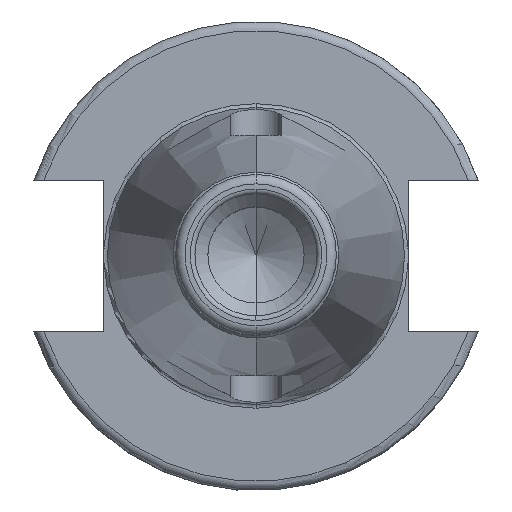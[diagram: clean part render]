
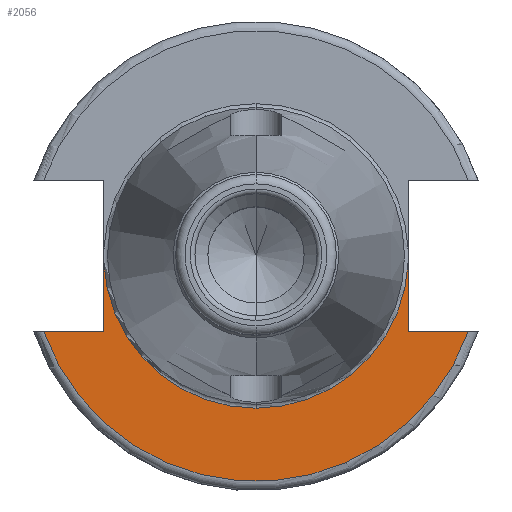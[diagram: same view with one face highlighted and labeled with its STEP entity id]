
A CAD part, top view. The second image highlights one B-rep face of the part: STEP entity #2056.
In plain terms, the highlighted planar face has unit normal (0, 0, 1).
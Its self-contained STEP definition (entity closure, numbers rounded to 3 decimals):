
#507=CARTESIAN_POINT('',(0,0,8));
#508=DIRECTION('',(0,0,-1));
#509=DIRECTION('',(0.999,-0.045,0));
#510=AXIS2_PLACEMENT_3D('',#507,#508,#509);
#774=DIRECTION('',(1,0,0));
#775=VECTOR('',#774,6.41);
#776=CARTESIAN_POINT('',(-22.61,-8.05,8));
#777=LINE('',#776,#775);
#778=DIRECTION('',(0,1,0));
#779=VECTOR('',#778,7.315);
#780=CARTESIAN_POINT('',(-16.2,-8.05,8));
#781=LINE('',#780,#779);
#782=DIRECTION('',(0,-1,0));
#783=VECTOR('',#782,7.315);
#784=CARTESIAN_POINT('',(16.2,-0.735,8));
#785=LINE('',#784,#783);
#786=DIRECTION('',(-1,0,0));
#787=VECTOR('',#786,6.41);
#788=CARTESIAN_POINT('',(22.61,-8.05,8));
#789=LINE('',#788,#787);
#827=CARTESIAN_POINT('',(0,0,8));
#828=DIRECTION('',(0,0,1));
#829=DIRECTION('',(-0.999,-0.045,0));
#830=AXIS2_PLACEMENT_3D('',#827,#828,#829);
#869=CARTESIAN_POINT('',(0,0,8));
#870=DIRECTION('',(0,0,1));
#871=DIRECTION('',(-0.942,-0.335,0));
#872=AXIS2_PLACEMENT_3D('',#869,#870,#871);
#961=CARTESIAN_POINT('',(0,-16.217,8));
#963=VERTEX_POINT('',#961);
#1031=CARTESIAN_POINT('',(-22.61,-8.05,8));
#1032=CARTESIAN_POINT('',(-16.2,-8.05,8));
#1033=VERTEX_POINT('',#1031);
#1034=VERTEX_POINT('',#1032);
#1035=CARTESIAN_POINT('',(-16.2,-0.735,8));
#1036=VERTEX_POINT('',#1035);
#1047=CARTESIAN_POINT('',(16.2,-0.735,8));
#1048=CARTESIAN_POINT('',(16.2,-8.05,8));
#1049=VERTEX_POINT('',#1047);
#1050=VERTEX_POINT('',#1048);
#1051=CARTESIAN_POINT('',(22.61,-8.05,8));
#1052=VERTEX_POINT('',#1051);
#2039=CARTESIAN_POINT('',(0,0,8));
#2040=DIRECTION('',(0,0,-1));
#2041=DIRECTION('',(0,-1,0));
#2042=AXIS2_PLACEMENT_3D('',#2039,#2040,#2041);
#2043=PLANE('',#2042);
#2044=ORIENTED_EDGE('',*,*,#2029,.T.);
#2045=ORIENTED_EDGE('',*,*,#1968,.T.);
#2047=ORIENTED_EDGE('',*,*,#2046,.T.);
#2048=ORIENTED_EDGE('',*,*,#1718,.F.);
#2049=ORIENTED_EDGE('',*,*,#1743,.T.);
#2051=ORIENTED_EDGE('',*,*,#2050,.F.);
#2053=ORIENTED_EDGE('',*,*,#2052,.F.);
#2054=EDGE_LOOP('',(#2044,#2045,#2047,#2048,#2049,#2051,#2053));
#2055=FACE_OUTER_BOUND('',#2054,.F.);
#2056=ADVANCED_FACE('',(#2055),#2043,.F.);
#511=CIRCLE('',#510,16.217);
#831=CIRCLE('',#830,16.217);
#873=CIRCLE('',#872,24);
#1718=EDGE_CURVE('',#1049,#963,#511,.T.);
#1743=EDGE_CURVE('',#1049,#1050,#785,.T.);
#1968=EDGE_CURVE('',#1034,#1036,#781,.T.);
#2029=EDGE_CURVE('',#1033,#1034,#777,.T.);
#2046=EDGE_CURVE('',#1036,#963,#831,.T.);
#2050=EDGE_CURVE('',#1052,#1050,#789,.T.);
#2052=EDGE_CURVE('',#1033,#1052,#873,.T.);
